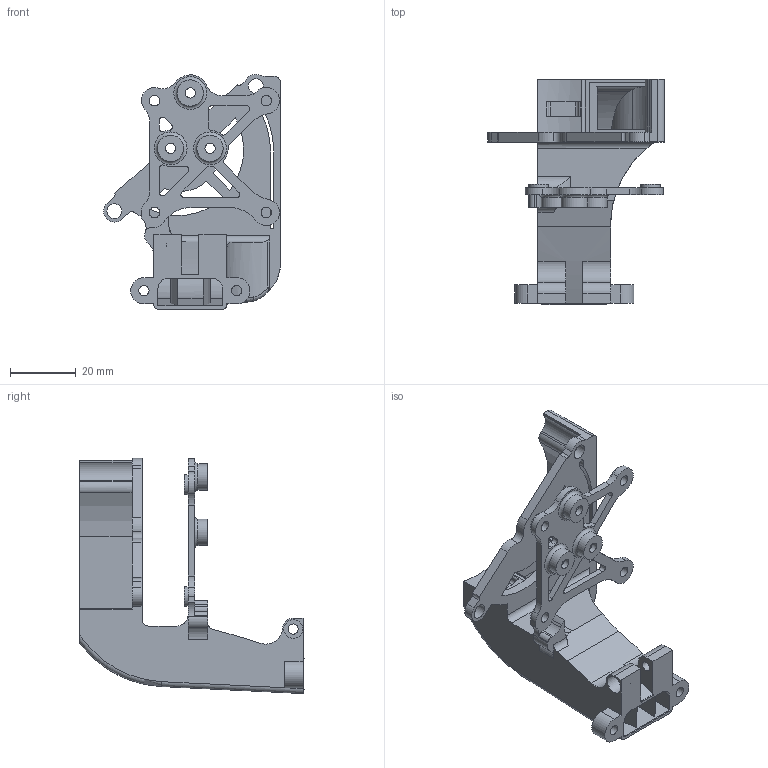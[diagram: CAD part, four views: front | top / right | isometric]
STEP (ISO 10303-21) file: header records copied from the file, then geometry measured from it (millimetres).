
FILE_DESCRIPTION(/* description */ (''),/* implementation_level */ '2;1');
FILE_NAME(/* name */ 'EDP Planetary Vertical - metal carrier_Planetary Vertical - Toolboard blower frame.step',/* time_stamp */ '2021-03-04T22:33:59-05:00',/* author */ (''),/* organization */ (''),/* preprocessor_version */ 'ST-DEVELOPER v18.1',/* originating_system */ 'Autodesk Translation Framework v9.10.0.1330',/* authorisation */ '');
FILE_SCHEMA (('AUTOMOTIVE_DESIGN { 1 0 10303 214 3 1 1 }'));
Length unit declared in the file: millimetre
Products named in the file (2): Planetary Vertical - metal carrier_Blower Frame - toolboard; Blower Frame (1)
Assembly tree (1 placements, depth 2):
  Planetary Vertical - metal carrier_Blower Frame - toolboard
    Blower Frame (1)
Bounding box: 53.8 x 68.36 x 71.5 mm (x, y, z)
Volume: 21849.6 mm3; surface area: 22456.3 mm2
Topology: 1 solids, 1 shells, 301 faces, 835 edges, 544 vertices
Faces by surface type: plane 128, cylinder 125, bspline 38, torus 10
Full cylindrical faces by diameter (mm): 3.1 x7, 3.2 x4, 4 x1, 4.5 x2, 5.7 x4, 6 x4, 8 x3
Entity records: 11242 total; most frequent: CARTESIAN_POINT 3461, ORIENTED_EDGE 1662, DIRECTION 1548, EDGE_CURVE 831, AXIS2_PLACEMENT_3D 555, VERTEX_POINT 544, LINE 438, VECTOR 438
